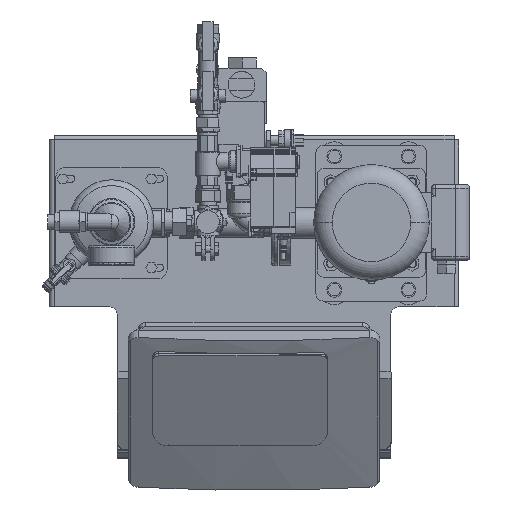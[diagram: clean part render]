
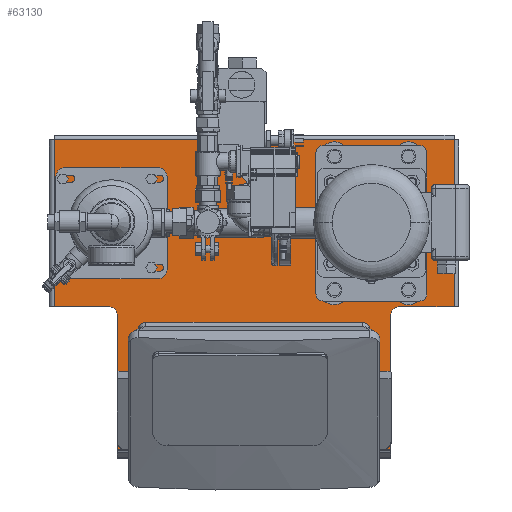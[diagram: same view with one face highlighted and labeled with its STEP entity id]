
A CAD part, top view. The second image highlights one B-rep face of the part: STEP entity #63130.
In plain terms, the highlighted planar face has unit normal (0, 0, 1).
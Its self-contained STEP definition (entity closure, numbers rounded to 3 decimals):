
#2134=LINE('',#92549,#9359);
#2137=LINE('',#92557,#9362);
#2145=LINE('',#92583,#9370);
#2146=LINE('',#92586,#9371);
#2147=LINE('',#92588,#9372);
#2148=LINE('',#92590,#9373);
#2149=LINE('',#92592,#9374);
#2150=LINE('',#92593,#9375);
#9359=VECTOR('',#74525,10.);
#9362=VECTOR('',#74530,10.);
#9370=VECTOR('',#74554,10.);
#9371=VECTOR('',#74557,10.);
#9372=VECTOR('',#74558,10.);
#9373=VECTOR('',#74559,10.);
#9374=VECTOR('',#74560,10.);
#9375=VECTOR('',#74561,10.);
#15884=PLANE('',#67250);
#19569=FACE_OUTER_BOUND('',#23487,.T.);
#23487=EDGE_LOOP('',(#46539,#46540,#46541,#46542,#46543,#46544,#46545,#46546,
#46547,#46548));
#27318=CIRCLE('',#67235,12.5);
#27328=CIRCLE('',#67248,12.5);
#29388=VERTEX_POINT('',#92523);
#29389=VERTEX_POINT('',#92525);
#29399=VERTEX_POINT('',#92547);
#29402=VERTEX_POINT('',#92554);
#29403=VERTEX_POINT('',#92556);
#29413=VERTEX_POINT('',#92578);
#29414=VERTEX_POINT('',#92585);
#29415=VERTEX_POINT('',#92587);
#29416=VERTEX_POINT('',#92589);
#29417=VERTEX_POINT('',#92591);
#35985=EDGE_CURVE('',#29389,#29388,#27318,.T.);
#35997=EDGE_CURVE('',#29388,#29399,#2134,.T.);
#36000=EDGE_CURVE('',#29403,#29402,#2137,.T.);
#36012=EDGE_CURVE('',#29402,#29413,#27328,.T.);
#36014=EDGE_CURVE('',#29403,#29399,#2145,.T.);
#36015=EDGE_CURVE('',#29414,#29389,#2146,.T.);
#36016=EDGE_CURVE('',#29413,#29415,#2147,.T.);
#36017=EDGE_CURVE('',#29416,#29415,#2148,.T.);
#36018=EDGE_CURVE('',#29416,#29417,#2149,.T.);
#36019=EDGE_CURVE('',#29414,#29417,#2150,.T.);
#46539=ORIENTED_EDGE('',*,*,#36015,.T.);
#46540=ORIENTED_EDGE('',*,*,#35985,.T.);
#46541=ORIENTED_EDGE('',*,*,#35997,.T.);
#46542=ORIENTED_EDGE('',*,*,#36014,.F.);
#46543=ORIENTED_EDGE('',*,*,#36000,.T.);
#46544=ORIENTED_EDGE('',*,*,#36012,.T.);
#46545=ORIENTED_EDGE('',*,*,#36016,.T.);
#46546=ORIENTED_EDGE('',*,*,#36017,.F.);
#46547=ORIENTED_EDGE('',*,*,#36018,.T.);
#46548=ORIENTED_EDGE('',*,*,#36019,.F.);
#63130=ADVANCED_FACE('',(#19569),#15884,.T.);
#67235=AXIS2_PLACEMENT_3D('',#92526,#74506,#74507);
#67248=AXIS2_PLACEMENT_3D('',#92580,#74549,#74550);
#67250=AXIS2_PLACEMENT_3D('',#92584,#74555,#74556);
#74506=DIRECTION('center_axis',(0.,0.,
-1.));
#74507=DIRECTION('ref_axis',(1.,0.,0.));
#74525=DIRECTION('',(0.,-1.,0.));
#74530=DIRECTION('',(0.,1.,0.));
#74549=DIRECTION('center_axis',(0.,0.,
-1.));
#74550=DIRECTION('ref_axis',(0.,1.,0.));
#74554=DIRECTION('',(-1.,0.,0.));
#74555=DIRECTION('center_axis',(0.,0.,
1.));
#74556=DIRECTION('ref_axis',(0.,1.,0.));
#74557=DIRECTION('',(1.,0.,0.));
#74558=DIRECTION('',(1.,0.,0.));
#74559=DIRECTION('',(0.,-1.,0.));
#74560=DIRECTION('',(-1.,0.,0.));
#74561=DIRECTION('',(0.,1.,0.));
#92523=CARTESIAN_POINT('',(-184.5,193.,30.));
#92525=CARTESIAN_POINT('',(-197.,205.5,30.));
#92526=CARTESIAN_POINT('Origin',(-197.,193.,30.));
#92547=CARTESIAN_POINT('',(-184.5,12.692,30.));
#92549=CARTESIAN_POINT('',(-184.5,102.846,30.));
#92554=CARTESIAN_POINT('',(184.5,193.,30.));
#92556=CARTESIAN_POINT('',(184.5,12.692,30.));
#92557=CARTESIAN_POINT('',(184.5,6.346,30.));
#92578=CARTESIAN_POINT('',(197.,205.5,30.));
#92580=CARTESIAN_POINT('Origin',(197.,193.,30.));
#92583=CARTESIAN_POINT('',(0.,12.692,30.));
#92584=CARTESIAN_POINT('Origin',(0.,12.692,30.));
#92585=CARTESIAN_POINT('',(-270.,205.5,30.));
#92586=CARTESIAN_POINT('',(-135.,205.5,30.));
#92587=CARTESIAN_POINT('',(270.,205.5,30.));
#92588=CARTESIAN_POINT('',(98.5,205.5,30.));
#92589=CARTESIAN_POINT('',(270.,430.5,30.));
#92590=CARTESIAN_POINT('',(270.,12.692,30.));
#92591=CARTESIAN_POINT('',(-270.,430.5,30.));
#92592=CARTESIAN_POINT('',(0.,430.5,30.));
#92593=CARTESIAN_POINT('',(-270.,12.692,30.));
